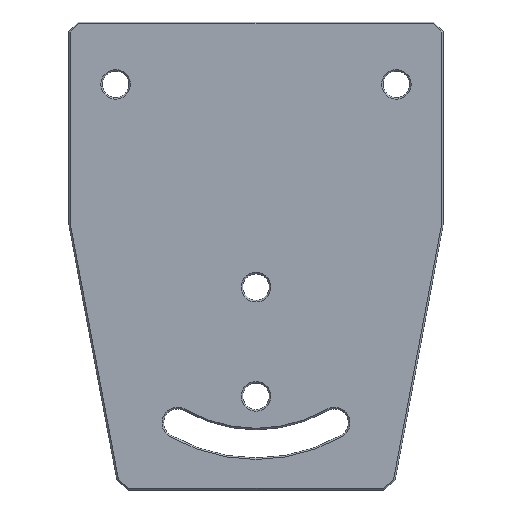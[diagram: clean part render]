
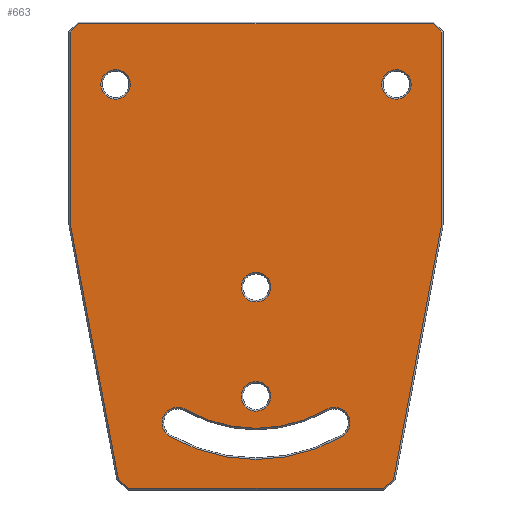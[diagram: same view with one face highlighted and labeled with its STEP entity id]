
A CAD part, top view. The second image highlights one B-rep face of the part: STEP entity #663.
In plain terms, the highlighted planar face has unit normal (0, 0, 1).
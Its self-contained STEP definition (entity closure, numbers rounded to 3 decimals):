
#400=CARTESIAN_POINT('',(-22.625,-124.188,10.0));
#401=VERTEX_POINT('',#400);
#417=CARTESIAN_POINT('',(22.625,-124.188,10.0));
#418=VERTEX_POINT('',#417);
#425=CARTESIAN_POINT('',(0.,-85.,10.0));
#426=DIRECTION('',(0.0,0.0,-1.0));
#427=DIRECTION('',(-0.5,-0.866,0.0));
#428=AXIS2_PLACEMENT_3D('',#425,#426,#427);
#429=CIRCLE('',#428,45.25);
#430=EDGE_CURVE('',#418,#401,#429,.T.);
#440=CARTESIAN_POINT('',(27.625,-132.848,10.0));
#441=VERTEX_POINT('',#440);
#448=CARTESIAN_POINT('',(25.125,-128.518,10.0));
#449=DIRECTION('',(0.0,0.0,1.0));
#450=DIRECTION('',(-0.5,0.866,0.0));
#451=AXIS2_PLACEMENT_3D('',#448,#449,#450);
#452=CIRCLE('',#451,5.);
#453=EDGE_CURVE('',#441,#418,#452,.T.);
#465=CARTESIAN_POINT('',(-27.625,-132.848,10.0));
#466=VERTEX_POINT('',#465);
#473=CARTESIAN_POINT('',(0.,-85.,10.0));
#474=DIRECTION('',(0.0,0.0,1.0));
#475=DIRECTION('',(-0.5,-0.866,0.0));
#476=AXIS2_PLACEMENT_3D('',#473,#474,#475);
#477=CIRCLE('',#476,55.25);
#478=EDGE_CURVE('',#466,#441,#477,.T.);
#491=CARTESIAN_POINT('',(-25.125,-128.518,10.0));
#492=DIRECTION('',(0.0,0.0,1.0));
#493=DIRECTION('',(-0.5,-0.866,0.0));
#494=AXIS2_PLACEMENT_3D('',#491,#492,#493);
#495=CIRCLE('',#494,5.);
#496=EDGE_CURVE('',#401,#466,#495,.T.);
#526=CARTESIAN_POINT('',(0.,-70.493,10.0));
#527=DIRECTION('',(0.0,0.0,1.0));
#528=DIRECTION('',(1.0,0.0,0.0));
#529=AXIS2_PLACEMENT_3D('',#526,#527,#528);
#530=PLANE('',#529);
#531=CARTESIAN_POINT('',(-44.097,-146.782,10.0));
#532=VERTEX_POINT('',#531);
#533=CARTESIAN_POINT('',(-59.5,-64.953,10.0));
#534=VERTEX_POINT('',#533);
#535=CARTESIAN_POINT('',(-44.097,-146.782,10.0));
#536=DIRECTION('',(-0.185,0.983,0.0));
#537=VECTOR('',#536,83.266);
#538=LINE('',#535,#537);
#539=EDGE_CURVE('',#532,#534,#538,.T.);
#540=ORIENTED_EDGE('',*,*,#539,.F.);
#541=CARTESIAN_POINT('',(-40.82,-149.5,10.0));
#542=VERTEX_POINT('',#541);
#543=CARTESIAN_POINT('',(-40.82,-149.5,10.0));
#544=DIRECTION('',(-0.77,0.638,0.0));
#545=VECTOR('',#544,4.258);
#546=LINE('',#543,#545);
#547=EDGE_CURVE('',#542,#532,#546,.T.);
#548=ORIENTED_EDGE('',*,*,#547,.F.);
#549=CARTESIAN_POINT('',(40.82,-149.5,10.0));
#550=VERTEX_POINT('',#549);
#551=CARTESIAN_POINT('',(40.82,-149.5,10.0));
#552=DIRECTION('',(-1.0,0.0,0.0));
#553=VECTOR('',#552,81.639);
#554=LINE('',#551,#553);
#555=EDGE_CURVE('',#550,#542,#554,.T.);
#556=ORIENTED_EDGE('',*,*,#555,.F.);
#557=CARTESIAN_POINT('',(44.097,-146.782,10.0));
#558=VERTEX_POINT('',#557);
#559=CARTESIAN_POINT('',(44.097,-146.782,10.0));
#560=DIRECTION('',(-0.77,-0.638,0.0));
#561=VECTOR('',#560,4.258);
#562=LINE('',#559,#561);
#563=EDGE_CURVE('',#558,#550,#562,.T.);
#564=ORIENTED_EDGE('',*,*,#563,.F.);
#565=CARTESIAN_POINT('',(59.5,-64.953,10.0));
#566=VERTEX_POINT('',#565);
#567=CARTESIAN_POINT('',(59.5,-64.953,10.0));
#568=DIRECTION('',(-0.185,-0.983,0.0));
#569=VECTOR('',#568,83.266);
#570=LINE('',#567,#569);
#571=EDGE_CURVE('',#566,#558,#570,.T.);
#572=ORIENTED_EDGE('',*,*,#571,.F.);
#573=CARTESIAN_POINT('',(59.5,-3.207,10.0));
#574=VERTEX_POINT('',#573);
#575=CARTESIAN_POINT('',(59.5,-3.207,10.0));
#576=DIRECTION('',(0.0,-1.0,0.0));
#577=VECTOR('',#576,61.746);
#578=LINE('',#575,#577);
#579=EDGE_CURVE('',#574,#566,#578,.T.);
#580=ORIENTED_EDGE('',*,*,#579,.F.);
#581=CARTESIAN_POINT('',(56.793,-0.5,10.0));
#582=VERTEX_POINT('',#581);
#583=CARTESIAN_POINT('',(56.793,-0.5,10.0));
#584=DIRECTION('',(0.707,-0.707,0.0));
#585=VECTOR('',#584,3.828);
#586=LINE('',#583,#585);
#587=EDGE_CURVE('',#582,#574,#586,.T.);
#588=ORIENTED_EDGE('',*,*,#587,.F.);
#589=CARTESIAN_POINT('',(-56.793,-0.5,10.0));
#590=VERTEX_POINT('',#589);
#591=CARTESIAN_POINT('',(-56.793,-0.5,10.0));
#592=DIRECTION('',(1.0,0.0,0.0));
#593=VECTOR('',#592,113.586);
#594=LINE('',#591,#593);
#595=EDGE_CURVE('',#590,#582,#594,.T.);
#596=ORIENTED_EDGE('',*,*,#595,.F.);
#597=CARTESIAN_POINT('',(-59.5,-3.207,10.0));
#598=VERTEX_POINT('',#597);
#599=CARTESIAN_POINT('',(-59.5,-3.207,10.0));
#600=DIRECTION('',(0.707,0.707,0.0));
#601=VECTOR('',#600,3.828);
#602=LINE('',#599,#601);
#603=EDGE_CURVE('',#598,#590,#602,.T.);
#604=ORIENTED_EDGE('',*,*,#603,.F.);
#605=CARTESIAN_POINT('',(-59.5,-64.953,10.0));
#606=DIRECTION('',(0.0,1.0,0.0));
#607=VECTOR('',#606,61.746);
#608=LINE('',#605,#607);
#609=EDGE_CURVE('',#534,#598,#608,.T.);
#610=ORIENTED_EDGE('',*,*,#609,.F.);
#611=EDGE_LOOP('',(#540,#548,#556,#564,#572,#580,#588,#596,#604,#610));
#612=FACE_OUTER_BOUND('',#611,.T.);
#613=CARTESIAN_POINT('',(4.75,-120.,10.0));
#614=VERTEX_POINT('',#613);
#615=CARTESIAN_POINT('',(0.,-120.,10.0));
#616=DIRECTION('',(0.0,0.0,1.0));
#617=DIRECTION('',(-1.0,0.0,0.0));
#618=AXIS2_PLACEMENT_3D('',#615,#616,#617);
#619=CIRCLE('',#618,4.75);
#620=EDGE_CURVE('',#614,#614,#619,.T.);
#621=ORIENTED_EDGE('',*,*,#620,.F.);
#622=EDGE_LOOP('',(#621));
#623=FACE_BOUND('',#622,.T.);
#624=CARTESIAN_POINT('',(-40.25,-20.,10.0));
#625=VERTEX_POINT('',#624);
#626=CARTESIAN_POINT('',(-45.,-20.,10.0));
#627=DIRECTION('',(0.0,0.0,1.0));
#628=DIRECTION('',(-1.0,0.0,0.0));
#629=AXIS2_PLACEMENT_3D('',#626,#627,#628);
#630=CIRCLE('',#629,4.75);
#631=EDGE_CURVE('',#625,#625,#630,.T.);
#632=ORIENTED_EDGE('',*,*,#631,.F.);
#633=EDGE_LOOP('',(#632));
#634=FACE_BOUND('',#633,.T.);
#635=CARTESIAN_POINT('',(49.75,-20.,10.0));
#636=VERTEX_POINT('',#635);
#637=CARTESIAN_POINT('',(45.,-20.,10.0));
#638=DIRECTION('',(0.0,0.0,1.0));
#639=DIRECTION('',(-1.0,0.0,0.0));
#640=AXIS2_PLACEMENT_3D('',#637,#638,#639);
#641=CIRCLE('',#640,4.75);
#642=EDGE_CURVE('',#636,#636,#641,.T.);
#643=ORIENTED_EDGE('',*,*,#642,.F.);
#644=EDGE_LOOP('',(#643));
#645=FACE_BOUND('',#644,.T.);
#646=CARTESIAN_POINT('',(4.75,-85.,10.0));
#647=VERTEX_POINT('',#646);
#648=CARTESIAN_POINT('',(0.,-85.,10.0));
#649=DIRECTION('',(0.0,0.0,1.0));
#650=DIRECTION('',(-1.0,0.0,0.0));
#651=AXIS2_PLACEMENT_3D('',#648,#649,#650);
#652=CIRCLE('',#651,4.75);
#653=EDGE_CURVE('',#647,#647,#652,.T.);
#654=ORIENTED_EDGE('',*,*,#653,.F.);
#655=EDGE_LOOP('',(#654));
#656=FACE_BOUND('',#655,.T.);
#657=ORIENTED_EDGE('',*,*,#430,.F.);
#658=ORIENTED_EDGE('',*,*,#453,.F.);
#659=ORIENTED_EDGE('',*,*,#478,.F.);
#660=ORIENTED_EDGE('',*,*,#496,.F.);
#661=EDGE_LOOP('',(#657,#658,#659,#660));
#662=FACE_BOUND('',#661,.T.);
#663=ADVANCED_FACE('',(#612,#623,#634,#645,#656,#662),#530,.T.);
